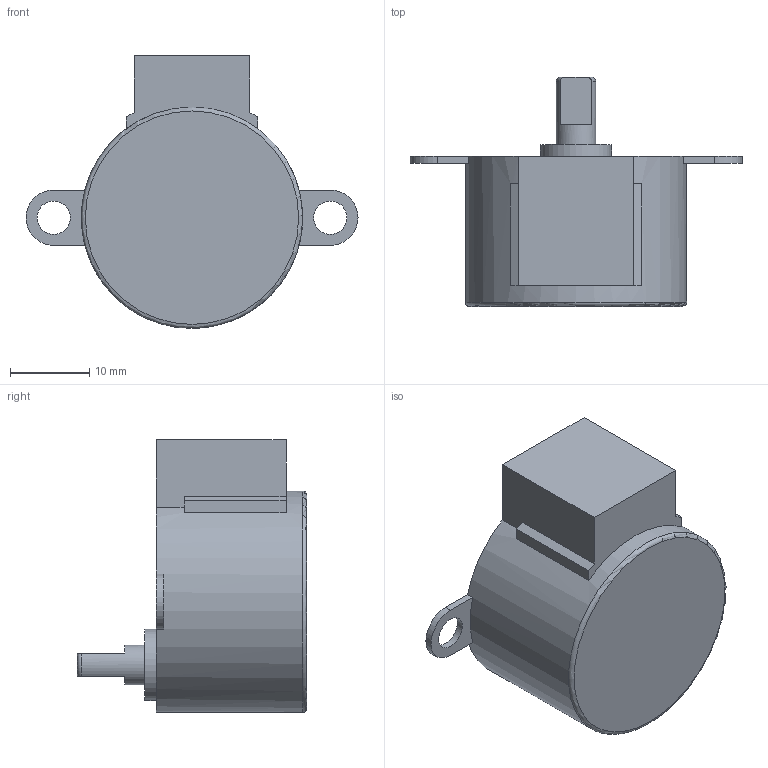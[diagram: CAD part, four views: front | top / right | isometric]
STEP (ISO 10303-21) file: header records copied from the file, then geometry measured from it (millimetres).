
FILE_DESCRIPTION(/* description */ ('STEP AP214'),/* implementation_level */ '2;1');
FILE_NAME(/* name */ '5feaa449fb9268149003fc2b',/* time_stamp */ '2020-12-29T03:36:41+00:00',/* author */ (''),/* organization */ (''),/* preprocessor_version */ 'ST-DEVELOPER v18.1',/* originating_system */ ' ',/* authorisation */ ' ');
FILE_SCHEMA (('AUTOMOTIVE_DESIGN {1 0 10303 214 3 1 1}'));
Length unit declared in the file: metre
Products named in the file (1): 28BYJ-48 stepper
Bounding box: 42 x 29 x 34.5 mm (x, y, z)
Volume: 13730.4 mm3; surface area: 3703.9 mm2
Topology: 1 solids, 1 shells, 34 faces, 89 edges, 59 vertices
Faces by surface type: plane 24, cylinder 7, torus 3
Full cylindrical faces by diameter (mm): 4.2 x2, 5 x1, 9 x1, 28 x1
Entity records: 1050 total; most frequent: CARTESIAN_POINT 189, DIRECTION 174, ORIENTED_EDGE 162, EDGE_CURVE 81, AXIS2_PLACEMENT_3D 62, VERTEX_POINT 57, LINE 50, VECTOR 50
